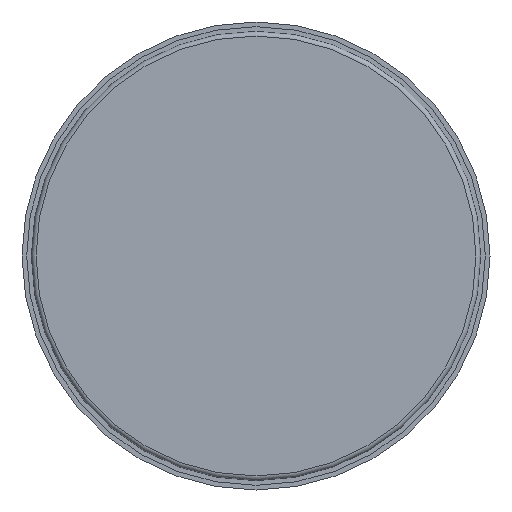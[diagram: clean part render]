
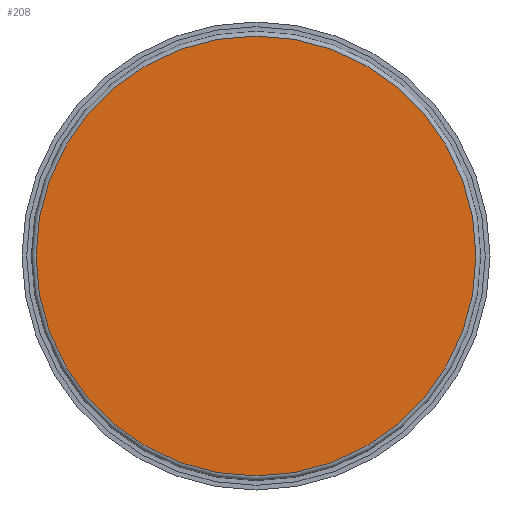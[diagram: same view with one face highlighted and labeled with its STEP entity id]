
A CAD part, front view. The second image highlights one B-rep face of the part: STEP entity #208.
In plain terms, the highlighted planar face has unit normal (0, -1, 0).
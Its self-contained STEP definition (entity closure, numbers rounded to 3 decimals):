
#21=PLANE('',#251);
#33=FACE_OUTER_BOUND('',#46,.T.);
#46=EDGE_LOOP('',(#164,#165));
#75=CIRCLE('',#252,23.5);
#76=CIRCLE('',#253,23.5);
#98=VERTEX_POINT('',#380);
#99=VERTEX_POINT('',#381);
#123=EDGE_CURVE('',#98,#99,#75,.T.);
#124=EDGE_CURVE('',#99,#98,#76,.T.);
#164=ORIENTED_EDGE('',*,*,#123,.F.);
#165=ORIENTED_EDGE('',*,*,#124,.F.);
#208=ADVANCED_FACE('',(#33),#21,.T.);
#251=AXIS2_PLACEMENT_3D('',#379,#309,#310);
#252=AXIS2_PLACEMENT_3D('',#382,#311,#312);
#253=AXIS2_PLACEMENT_3D('',#383,#313,#314);
#309=DIRECTION('center_axis',(0.,-1.,0.));
#310=DIRECTION('ref_axis',(0.,0.,-1.));
#311=DIRECTION('center_axis',(0.,1.,0.));
#312=DIRECTION('ref_axis',(1.,0.,0.));
#313=DIRECTION('center_axis',(0.,1.,0.));
#314=DIRECTION('ref_axis',(1.,0.,0.));
#379=CARTESIAN_POINT('Origin',(-23.5,0.,
0.));
#380=CARTESIAN_POINT('',(-23.5,0.,0.));
#381=CARTESIAN_POINT('',(0.,0.,-23.5));
#382=CARTESIAN_POINT('Origin',(0.,0.,0.));
#383=CARTESIAN_POINT('Origin',(0.,0.,0.));
